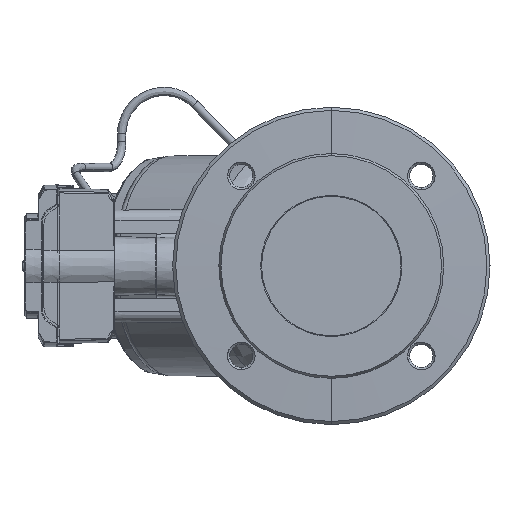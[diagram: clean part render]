
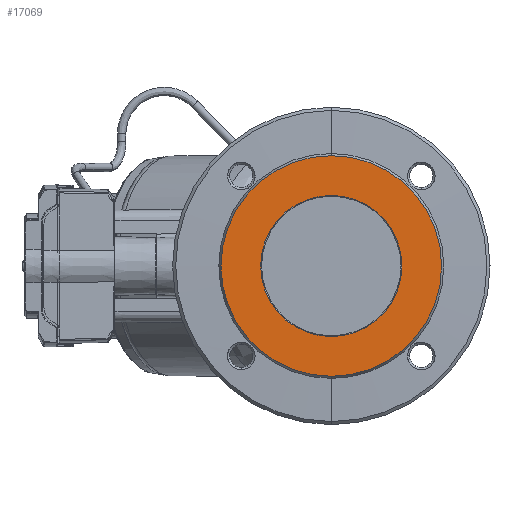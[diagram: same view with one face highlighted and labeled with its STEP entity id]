
A CAD part, left-side view. The second image highlights one B-rep face of the part: STEP entity #17069.
In plain terms, the highlighted planar face has unit normal (-1, 0, 0).
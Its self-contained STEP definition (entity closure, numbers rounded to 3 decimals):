
#714 = CIRCLE ( 'NONE', #20728, 66.036 ) ;
#1997 = DIRECTION ( 'NONE',  ( 0., 0., 1. ) ) ;
#2140 = AXIS2_PLACEMENT_3D ( 'NONE', #45341, #24030, #55117 ) ;
#4654 = CARTESIAN_POINT ( 'NONE',  ( -167.2, 0., 0. ) ) ;
#4730 = DIRECTION ( 'NONE',  ( -1., 0., 0. ) ) ;
#9114 = CARTESIAN_POINT ( 'NONE',  ( -167.2, 0., -66.036 ) ) ;
#11395 = FACE_OUTER_BOUND ( 'NONE', #51278, .T. ) ;
#12885 = VERTEX_POINT ( 'NONE', #9114 ) ;
#13010 = CARTESIAN_POINT ( 'NONE',  ( -167.2, 0., 66.036 ) ) ;
#13158 = AXIS2_PLACEMENT_3D ( 'NONE', #28499, #32706, #1997 ) ;
#17069 = ADVANCED_FACE ( 'NONE', ( #11395, #43868 ), #50142, .T. ) ;
#18527 = EDGE_CURVE ( 'NONE', #37326, #54756, #64464, .T. ) ;
#20403 = CARTESIAN_POINT ( 'NONE',  ( -167.2, 0., 42.25 ) ) ;
#20728 = AXIS2_PLACEMENT_3D ( 'NONE', #54162, #34831, #48928 ) ;
#24030 = DIRECTION ( 'NONE',  ( -1., 0., 0. ) ) ;
#25737 = ORIENTED_EDGE ( 'NONE', *, *, #47924, .F. ) ;
#25946 = EDGE_CURVE ( 'NONE', #12885, #30306, #714, .T. ) ;
#27467 = AXIS2_PLACEMENT_3D ( 'NONE', #4654, #31523, #36059 ) ;
#28499 = CARTESIAN_POINT ( 'NONE',  ( -167.2, 42.25, 0. ) ) ;
#29758 = ORIENTED_EDGE ( 'NONE', *, *, #52890, .F. ) ;
#30306 = VERTEX_POINT ( 'NONE', #13010 ) ;
#31523 = DIRECTION ( 'NONE',  ( 1., 0., 0. ) ) ;
#32706 = DIRECTION ( 'NONE',  ( -1., 0., 0. ) ) ;
#33850 = ORIENTED_EDGE ( 'NONE', *, *, #18527, .F. ) ;
#34831 = DIRECTION ( 'NONE',  ( 1., 0., 0. ) ) ;
#36059 = DIRECTION ( 'NONE',  ( 0., 0., 1. ) ) ;
#36720 = ORIENTED_EDGE ( 'NONE', *, *, #25946, .F. ) ;
#37326 = VERTEX_POINT ( 'NONE', #20403 ) ;
#39928 = EDGE_LOOP ( 'NONE', ( #33850, #29758 ) ) ;
#41034 = AXIS2_PLACEMENT_3D ( 'NONE', #47656, #4730, #68924 ) ;
#43868 = FACE_BOUND ( 'NONE', #39928, .T. ) ;
#45341 = CARTESIAN_POINT ( 'NONE',  ( -167.2, 0., 0. ) ) ;
#47656 = CARTESIAN_POINT ( 'NONE',  ( -167.2, 0., 0. ) ) ;
#47924 = EDGE_CURVE ( 'NONE', #30306, #12885, #56475, .T. ) ;
#48928 = DIRECTION ( 'NONE',  ( 0., 0., 1. ) ) ;
#49938 = CIRCLE ( 'NONE', #41034, 42.25 ) ;
#50142 = PLANE ( 'NONE',  #13158 ) ;
#51278 = EDGE_LOOP ( 'NONE', ( #36720, #25737 ) ) ;
#52890 = EDGE_CURVE ( 'NONE', #54756, #37326, #49938, .T. ) ;
#54162 = CARTESIAN_POINT ( 'NONE',  ( -167.2, 0., 0. ) ) ;
#54756 = VERTEX_POINT ( 'NONE', #58369 ) ;
#55117 = DIRECTION ( 'NONE',  ( 0., 0., 1. ) ) ;
#56475 = CIRCLE ( 'NONE', #27467, 66.036 ) ;
#58369 = CARTESIAN_POINT ( 'NONE',  ( -167.2, 0., -42.25 ) ) ;
#64464 = CIRCLE ( 'NONE', #2140, 42.25 ) ;
#68924 = DIRECTION ( 'NONE',  ( 0., 0., 1. ) ) ;
